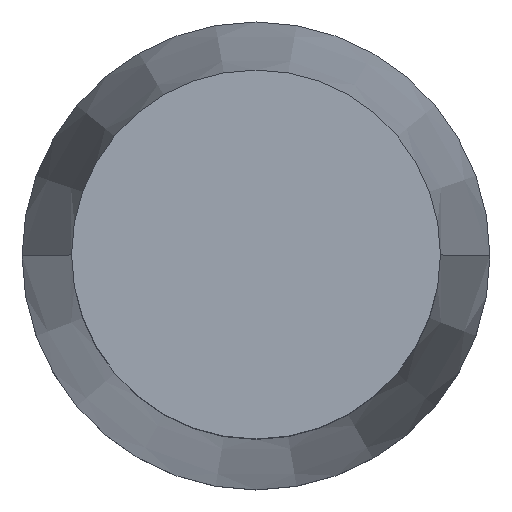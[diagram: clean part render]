
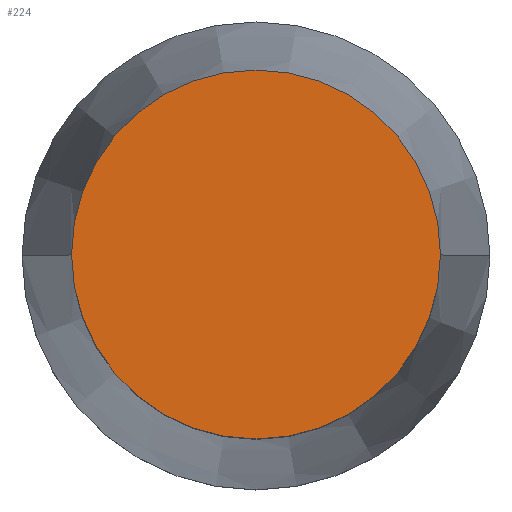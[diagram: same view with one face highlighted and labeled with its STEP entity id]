
A CAD part, top view. The second image highlights one B-rep face of the part: STEP entity #224.
In plain terms, the highlighted planar face has unit normal (0, 0, 1).
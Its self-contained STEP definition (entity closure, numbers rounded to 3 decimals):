
#6 = ORIENTED_EDGE ( 'NONE', *, *, #37, .T. ) ;
#16 = CARTESIAN_POINT ( 'NONE',  ( -10.25, 0., 0. ) ) ;
#37 = EDGE_CURVE ( 'NONE', #534, #485, #647, .T. ) ;
#110 = EDGE_CURVE ( 'NONE', #485, #534, #684, .T. ) ;
#168 = DIRECTION ( 'NONE',  ( 1., 0., 0. ) ) ;
#198 = AXIS2_PLACEMENT_3D ( 'NONE', #407, #511, #518 ) ;
#224 = ADVANCED_FACE ( 'NONE', ( #505 ), #232, .F. ) ;
#232 = PLANE ( 'NONE',  #198 ) ;
#262 = CARTESIAN_POINT ( 'NONE',  ( 0., 0., 0. ) ) ;
#273 = CARTESIAN_POINT ( 'NONE',  ( 0., 0., 0. ) ) ;
#374 = DIRECTION ( 'NONE',  ( 1., 0., 0. ) ) ;
#380 = DIRECTION ( 'NONE',  ( 0., 0., 1. ) ) ;
#407 = CARTESIAN_POINT ( 'NONE',  ( 0., 0., 0. ) ) ;
#485 = VERTEX_POINT ( 'NONE', #588 ) ;
#505 = FACE_OUTER_BOUND ( 'NONE', #614, .T. ) ;
#511 = DIRECTION ( 'NONE',  ( 0., 0., -1. ) ) ;
#518 = DIRECTION ( 'NONE',  ( -1., 0., 0. ) ) ;
#532 = AXIS2_PLACEMENT_3D ( 'NONE', #262, #718, #374 ) ;
#534 = VERTEX_POINT ( 'NONE', #16 ) ;
#588 = CARTESIAN_POINT ( 'NONE',  ( 10.25, 0., 0. ) ) ;
#614 = EDGE_LOOP ( 'NONE', ( #644, #6 ) ) ;
#644 = ORIENTED_EDGE ( 'NONE', *, *, #110, .T. ) ;
#647 = CIRCLE ( 'NONE', #532, 10.25 ) ;
#684 = CIRCLE ( 'NONE', #699, 10.25 ) ;
#699 = AXIS2_PLACEMENT_3D ( 'NONE', #273, #380, #168 ) ;
#718 = DIRECTION ( 'NONE',  ( 0., 0., 1. ) ) ;
